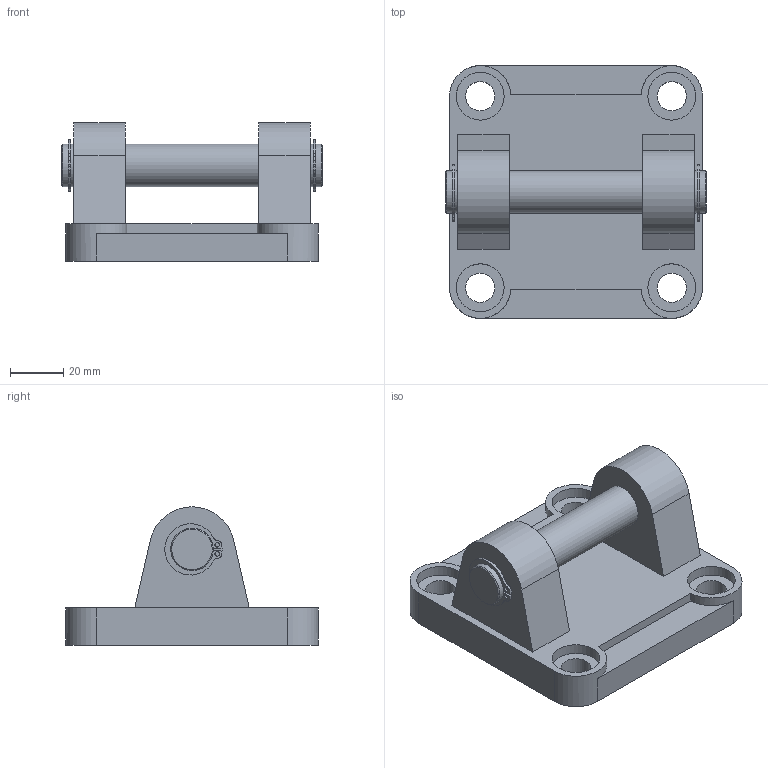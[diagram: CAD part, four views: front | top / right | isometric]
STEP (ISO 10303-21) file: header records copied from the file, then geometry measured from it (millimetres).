
FILE_DESCRIPTION(/* description */ (''),/* implementation_level */ '2;1');
FILE_NAME(/* name */ 'CAD_9252.stp',/* time_stamp */ '2017-10-27T13:03:41+02:00',/* author */ ('Hypex'),/* organization */ ('Hypex'),/* preprocessor_version */ 'ST-DEVELOPER v16.1',/* originating_system */ 'Autodesk Inventor 2016',/* authorisation */ '');
FILE_SCHEMA (('AUTOMOTIVE_DESIGN { 1 0 10303 214 3 1 1 }'));
Length unit declared in the file: millimetre
Products named in the file (1): CAD_9252
Bounding box: 98 x 95 x 52 mm (x, y, z)
Volume: 165066.5 mm3; surface area: 35389.8 mm2
Topology: 1 solids, 1 shells, 81 faces, 200 edges, 130 vertices
Faces by surface type: cylinder 42, plane 37, cone 2
Full cylindrical faces by diameter (mm): 1.7 x4, 11 x4, 15 x2, 16 x5, 18 x4, 45 x1
Entity records: 2350 total; most frequent: DIRECTION 432, CARTESIAN_POINT 382, ORIENTED_EDGE 348, AXIS2_PLACEMENT_3D 176, EDGE_CURVE 174, EDGE_LOOP 134, VERTEX_POINT 126, CIRCLE 94
